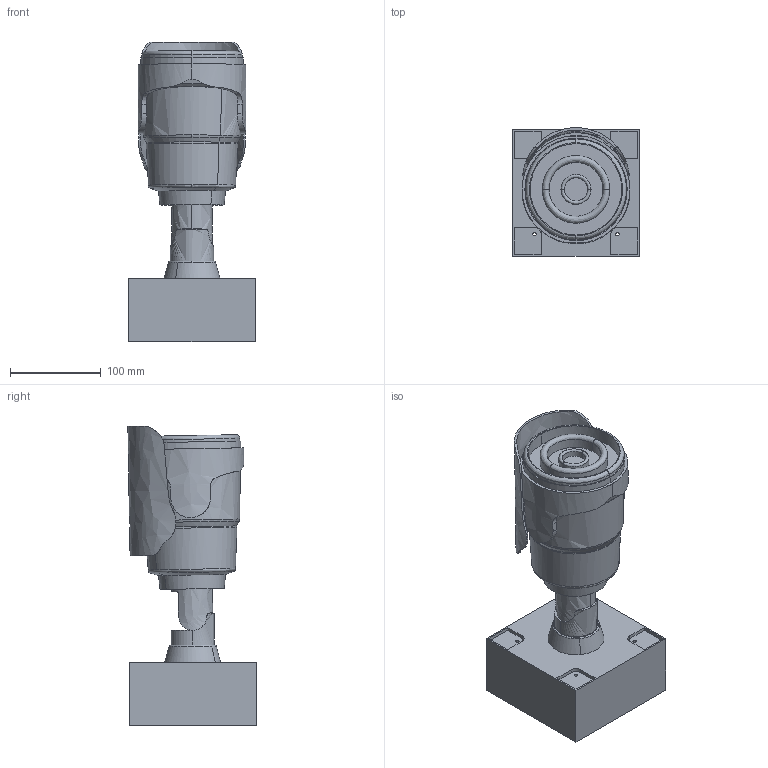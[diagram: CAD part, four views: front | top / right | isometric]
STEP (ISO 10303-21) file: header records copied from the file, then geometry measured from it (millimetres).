
FILE_DESCRIPTION(('FreeCAD Model'),'2;1');
FILE_NAME('Open CASCADE Shape Model','2025-04-25T19:56:31',('FreeCAD'),( 'FreeCAD'),'Open CASCADE STEP processor 7.6','FreeCAD','Unknown');
FILE_SCHEMA(('AUTOMOTIVE_DESIGN { 1 0 10303 214 1 1 1 1 }'));
Length unit declared in the file: millimetre
Products named in the file (1): Open CASCADE STEP translator 7.6 1
Bounding box: 139.59 x 141.01 x 330.07 mm (x, y, z)
Volume: 2598186.1 mm3; surface area: 283565.8 mm2
Topology: 3 solids, 3 shells, 186 faces, 494 edges, 330 vertices
Faces by surface type: bspline 186
Entity records: 9354 total; most frequent: CARTESIAN_POINT 6458, ORIENTED_EDGE 988, EDGE_CURVE 494, B_SPLINE_CURVE_WITH_KNOTS 372, VERTEX_POINT 330, FACE_BOUND 212, EDGE_LOOP 212, ADVANCED_FACE 186
